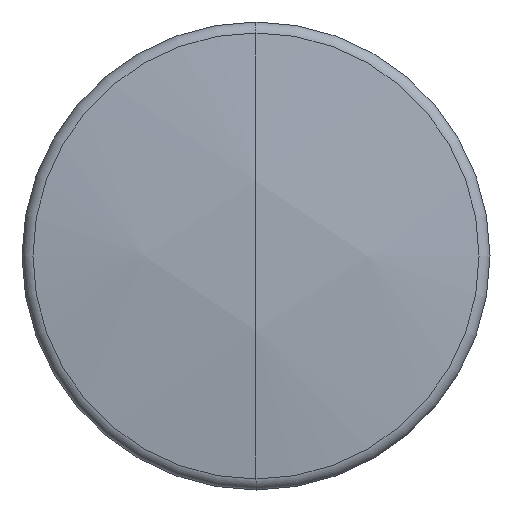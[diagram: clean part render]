
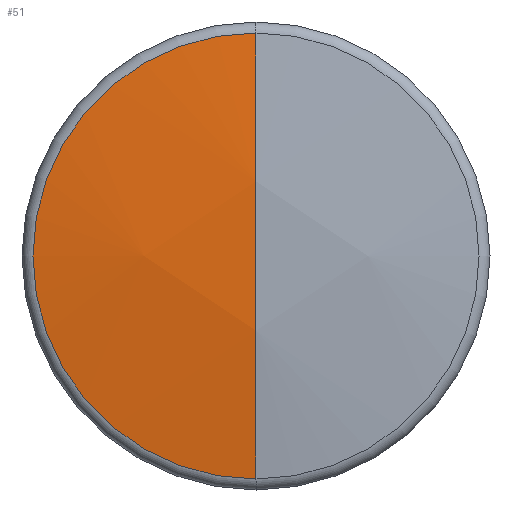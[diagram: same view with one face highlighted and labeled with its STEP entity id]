
A CAD part, left-side view. The second image highlights one B-rep face of the part: STEP entity #51.
In plain terms, the highlighted spherical face has radius 54 mm.
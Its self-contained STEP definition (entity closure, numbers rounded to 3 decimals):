
#51=ADVANCED_FACE('',(#76),#77,.T.);
#76=FACE_OUTER_BOUND('',#116,.T.);
#77=SPHERICAL_SURFACE('',#117,54.0);
#116=EDGE_LOOP('',(#187,#188,#189));
#117=AXIS2_PLACEMENT_3D('',#190,#191,#192);
#187=ORIENTED_EDGE('',*,*,#308,.F.);
#188=ORIENTED_EDGE('',*,*,#305,.F.);
#189=ORIENTED_EDGE('',*,*,#304,.F.);
#190=CARTESIAN_POINT('',(-46.0,0.0,0.0));
#191=DIRECTION('',(0.0,0.0,1.0));
#192=DIRECTION('',(1.0,0.0,0.0));
#304=EDGE_CURVE('',#360,#363,#364,.T.);
#305=EDGE_CURVE('',#363,#365,#366,.T.);
#308=EDGE_CURVE('',#365,#360,#369,.T.);
#360=VERTEX_POINT('',#433);
#363=VERTEX_POINT('',#436);
#364=CIRCLE('',#437,8.579);
#365=VERTEX_POINT('',#438);
#366=CIRCLE('',#439,8.579);
#369=CIRCLE('',#442,54.0);
#433=CARTESIAN_POINT('',(-99.314,0.,-8.579));
#436=CARTESIAN_POINT('',(-99.314,8.579,0.0));
#437=AXIS2_PLACEMENT_3D('',#515,#516,#517);
#438=CARTESIAN_POINT('',(-99.314,0.,8.579));
#439=AXIS2_PLACEMENT_3D('',#518,#519,#520);
#442=AXIS2_PLACEMENT_3D('',#527,#528,#529);
#515=CARTESIAN_POINT('',(-99.314,0.0,0.0));
#516=DIRECTION('',(1.0,0.0,0.0));
#517=DIRECTION('',(0.0,1.0,0.0));
#518=CARTESIAN_POINT('',(-99.314,0.0,0.0));
#519=DIRECTION('',(1.0,0.0,0.0));
#520=DIRECTION('',(0.0,1.0,0.0));
#527=CARTESIAN_POINT('',(-46.0,0.0,0.0));
#528=DIRECTION('',(0.,-1.0,0.0));
#529=DIRECTION('',(0.0,0.0,1.0));
